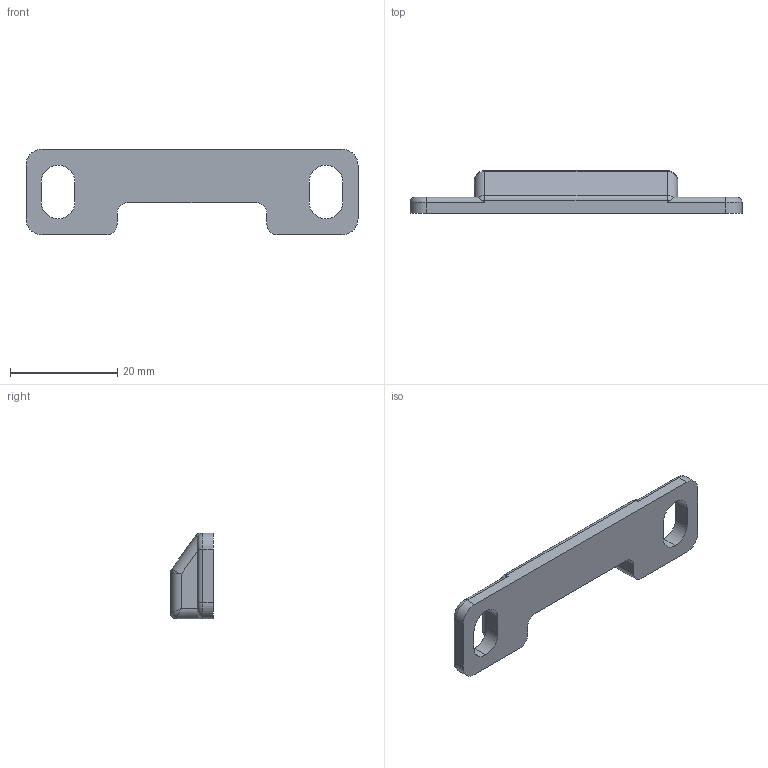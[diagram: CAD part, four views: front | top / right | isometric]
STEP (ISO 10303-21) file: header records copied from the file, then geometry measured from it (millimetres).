
FILE_DESCRIPTION (( 'STEP AP203' ), '1' );
FILE_NAME ('sone3D.STEP', '2013-11-29T01:58:09', ( '' ), ( '' ), 'SwSTEP 2.0', 'SolidWorks 2012', '' );
FILE_SCHEMA (( 'CONFIG_CONTROL_DESIGN' ));
Length unit declared in the file: millimetre
Products named in the file (1): sone3D
Bounding box: 62 x 8 x 16 mm (x, y, z)
Volume: 3568.5 mm3; surface area: 2365.4 mm2
Topology: 1 solids, 1 shells, 68 faces, 170 edges, 98 vertices
Faces by surface type: cylinder 35, plane 19, bspline 8, torus 6
Entity records: 2293 total; most frequent: CARTESIAN_POINT 691, ORIENTED_EDGE 328, DIRECTION 314, EDGE_CURVE 164, AXIS2_PLACEMENT_3D 115, VERTEX_POINT 98, VECTOR 84, LINE 84
